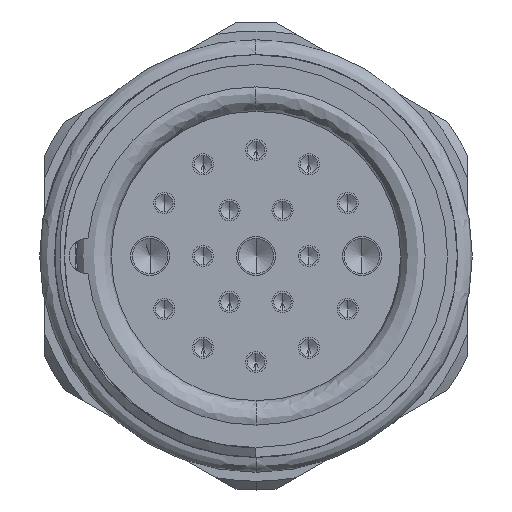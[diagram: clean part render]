
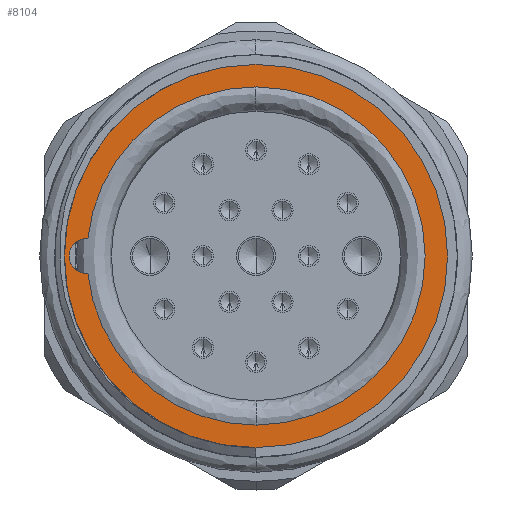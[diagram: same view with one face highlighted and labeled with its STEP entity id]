
A CAD part, left-side view. The second image highlights one B-rep face of the part: STEP entity #8104.
In plain terms, the highlighted planar face has unit normal (-1, 0, 0).
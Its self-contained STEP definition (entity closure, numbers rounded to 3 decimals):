
#176 = AXIS2_PLACEMENT_3D ( 'NONE', #14104, #4243, #15780 ) ;
#374 = CARTESIAN_POINT ( 'NONE',  ( -33.814, 0.695, 10.85 ) ) ;
#425 = CARTESIAN_POINT ( 'NONE',  ( -33.814, 10.27, 1. ) ) ;
#1243 = CARTESIAN_POINT ( 'NONE',  ( -33.814, 10.27, -1. ) ) ;
#1426 = PLANE ( 'NONE',  #12894 ) ;
#1565 = ORIENTED_EDGE ( 'NONE', *, *, #14355, .T. ) ;
#1670 = CARTESIAN_POINT ( 'NONE',  ( -33.814, 0.695, 0. ) ) ;
#1682 = CARTESIAN_POINT ( 'NONE',  ( -33.814, 0.695, 0. ) ) ;
#1842 = CARTESIAN_POINT ( 'NONE',  ( -33.814, 0.695, 9.575 ) ) ;
#2123 = CIRCLE ( 'NONE', #18713, 1. ) ;
#2367 = VERTEX_POINT ( 'NONE', #3856 ) ;
#2534 = CIRCLE ( 'NONE', #20784, 9.575 ) ;
#3013 = EDGE_CURVE ( 'NONE', #11588, #13123, #18760, .T. ) ;
#3262 = DIRECTION ( 'NONE',  ( 0., 0., -1. ) ) ;
#3276 = DIRECTION ( 'NONE',  ( 0., 0., -1. ) ) ;
#3371 = AXIS2_PLACEMENT_3D ( 'NONE', #19197, #19170, #19146 ) ;
#3538 = CIRCLE ( 'NONE', #16842, 10.85 ) ;
#3856 = CARTESIAN_POINT ( 'NONE',  ( -33.814, 0.695, -9.575 ) ) ;
#4243 = DIRECTION ( 'NONE',  ( 1., 0., 0. ) ) ;
#4595 = CIRCLE ( 'NONE', #176, 9.575 ) ;
#5416 = DIRECTION ( 'NONE',  ( 1., 0., 0. ) ) ;
#5446 = AXIS2_PLACEMENT_3D ( 'NONE', #1682, #13091, #3276 ) ;
#5751 = CIRCLE ( 'NONE', #11711, 1. ) ;
#6205 = CARTESIAN_POINT ( 'NONE',  ( -33.814, 10.27, 0. ) ) ;
#6904 = EDGE_CURVE ( 'NONE', #18782, #7522, #12829, .T. ) ;
#6930 = CARTESIAN_POINT ( 'NONE',  ( -33.814, 0.695, 9.575 ) ) ;
#7108 = CARTESIAN_POINT ( 'NONE',  ( -33.814, 0.695, -10.85 ) ) ;
#7522 = VERTEX_POINT ( 'NONE', #7108 ) ;
#7823 = DIRECTION ( 'NONE',  ( 0., 0., 1. ) ) ;
#7832 = CARTESIAN_POINT ( 'NONE',  ( -33.814, 10.27, 0. ) ) ;
#8104 = ADVANCED_FACE ( 'NONE', ( #18065, #18604 ), #1426, .T. ) ;
#8120 = AXIS2_PLACEMENT_3D ( 'NONE', #15188, #15181, #15157 ) ;
#8337 = ORIENTED_EDGE ( 'NONE', *, *, #6904, .F. ) ;
#9481 = DIRECTION ( 'NONE',  ( 0., 0., 1. ) ) ;
#10698 = EDGE_CURVE ( 'NONE', #7522, #18782, #3538, .T. ) ;
#10996 = VERTEX_POINT ( 'NONE', #6930 ) ;
#11588 = VERTEX_POINT ( 'NONE', #425 ) ;
#11711 = AXIS2_PLACEMENT_3D ( 'NONE', #6205, #17885, #7823 ) ;
#12120 = EDGE_CURVE ( 'NONE', #13123, #10996, #19310, .T. ) ;
#12609 = CARTESIAN_POINT ( 'NONE',  ( -33.814, 10.217, 0.999 ) ) ;
#12829 = CIRCLE ( 'NONE', #8120, 10.85 ) ;
#12894 = AXIS2_PLACEMENT_3D ( 'NONE', #1842, #19089, #19115 ) ;
#13077 = DIRECTION ( 'NONE',  ( 1., 0., 0. ) ) ;
#13091 = DIRECTION ( 'NONE',  ( 1., 0., 0. ) ) ;
#13118 = VERTEX_POINT ( 'NONE', #1243 ) ;
#13123 = VERTEX_POINT ( 'NONE', #12609 ) ;
#13830 = CARTESIAN_POINT ( 'NONE',  ( -33.814, 10.217, -0.999 ) ) ;
#13933 = ORIENTED_EDGE ( 'NONE', *, *, #3013, .T. ) ;
#14104 = CARTESIAN_POINT ( 'NONE',  ( -33.814, 0.695, 0. ) ) ;
#14355 = EDGE_CURVE ( 'NONE', #16705, #13118, #2123, .T. ) ;
#14728 = EDGE_LOOP ( 'NONE', ( #18843, #14976, #15147, #1565, #19615, #13933 ) ) ;
#14964 = EDGE_LOOP ( 'NONE', ( #15859, #8337 ) ) ;
#14976 = ORIENTED_EDGE ( 'NONE', *, *, #17875, .T. ) ;
#15147 = ORIENTED_EDGE ( 'NONE', *, *, #19291, .T. ) ;
#15157 = DIRECTION ( 'NONE',  ( 0., 0., -1. ) ) ;
#15181 = DIRECTION ( 'NONE',  ( 1., 0., 0. ) ) ;
#15188 = CARTESIAN_POINT ( 'NONE',  ( -33.814, 0.695, 0. ) ) ;
#15370 = CARTESIAN_POINT ( 'NONE',  ( -33.814, 0.695, 0. ) ) ;
#15780 = DIRECTION ( 'NONE',  ( 0., 0., -1. ) ) ;
#15859 = ORIENTED_EDGE ( 'NONE', *, *, #10698, .F. ) ;
#16705 = VERTEX_POINT ( 'NONE', #13830 ) ;
#16842 = AXIS2_PLACEMENT_3D ( 'NONE', #1670, #13077, #3262 ) ;
#17050 = DIRECTION ( 'NONE',  ( 0., 0., -1. ) ) ;
#17129 = EDGE_CURVE ( 'NONE', #13118, #11588, #5751, .T. ) ;
#17875 = EDGE_CURVE ( 'NONE', #10996, #2367, #2534, .T. ) ;
#17885 = DIRECTION ( 'NONE',  ( 1., 0., 0. ) ) ;
#18065 = FACE_OUTER_BOUND ( 'NONE', #14964, .T. ) ;
#18604 = FACE_BOUND ( 'NONE', #14728, .T. ) ;
#18713 = AXIS2_PLACEMENT_3D ( 'NONE', #7832, #19610, #9481 ) ;
#18760 = CIRCLE ( 'NONE', #3371, 1. ) ;
#18782 = VERTEX_POINT ( 'NONE', #374 ) ;
#18843 = ORIENTED_EDGE ( 'NONE', *, *, #12120, .T. ) ;
#19089 = DIRECTION ( 'NONE',  ( -1., 0., 0. ) ) ;
#19115 = DIRECTION ( 'NONE',  ( 0., 0., 1. ) ) ;
#19146 = DIRECTION ( 'NONE',  ( 0., 0., 1. ) ) ;
#19170 = DIRECTION ( 'NONE',  ( 1., 0., 0. ) ) ;
#19197 = CARTESIAN_POINT ( 'NONE',  ( -33.814, 10.27, 0. ) ) ;
#19291 = EDGE_CURVE ( 'NONE', #2367, #16705, #4595, .T. ) ;
#19310 = CIRCLE ( 'NONE', #5446, 9.575 ) ;
#19610 = DIRECTION ( 'NONE',  ( 1., 0., 0. ) ) ;
#19615 = ORIENTED_EDGE ( 'NONE', *, *, #17129, .T. ) ;
#20784 = AXIS2_PLACEMENT_3D ( 'NONE', #15370, #5416, #17050 ) ;
